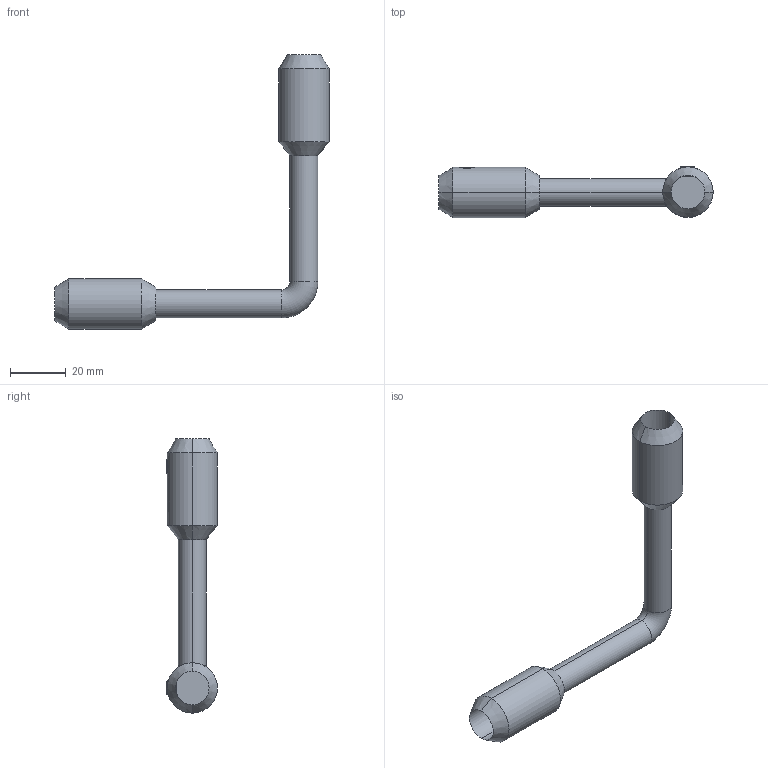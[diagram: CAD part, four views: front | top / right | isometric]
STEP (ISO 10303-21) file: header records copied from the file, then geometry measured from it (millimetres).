
FILE_DESCRIPTION (( 'STEP AP203' ), '1' );
FILE_NAME ('3D_GT3482_112_188734992.STEP', '2024-10-22T10:05:49', ( '' ), ( '' ), 'SwSTEP 2.0', 'SolidWorks 2023', '' );
FILE_SCHEMA (( 'CONFIG_CONTROL_DESIGN' ));
Length unit declared in the file: millimetre
Products named in the file (1): 3D_GT3482_112_188734992
Bounding box: 98 x 18.22 x 97.99 mm (x, y, z)
Volume: 20113.2 mm3; surface area: 9372.1 mm2
Topology: 3 solids, 3 shells, 66 faces, 135 edges, 80 vertices
Faces by surface type: cylinder 23, plane 23, cone 12, torus 6, bspline 2
Entity records: 3587 total; most frequent: CARTESIAN_POINT 2117, DIRECTION 303, ORIENTED_EDGE 270, EDGE_CURVE 135, AXIS2_PLACEMENT_3D 119, VERTEX_POINT 80, EDGE_LOOP 73, ADVANCED_FACE 66
